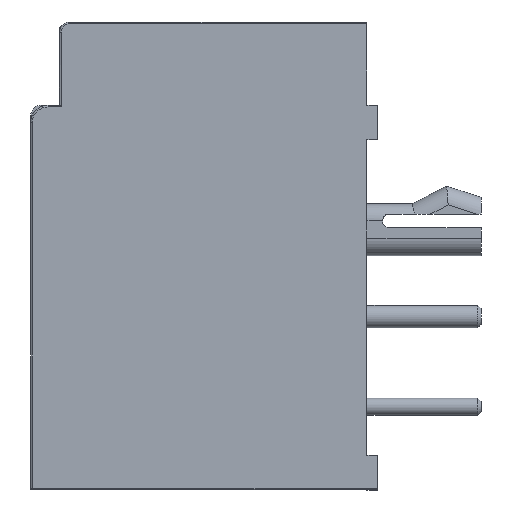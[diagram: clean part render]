
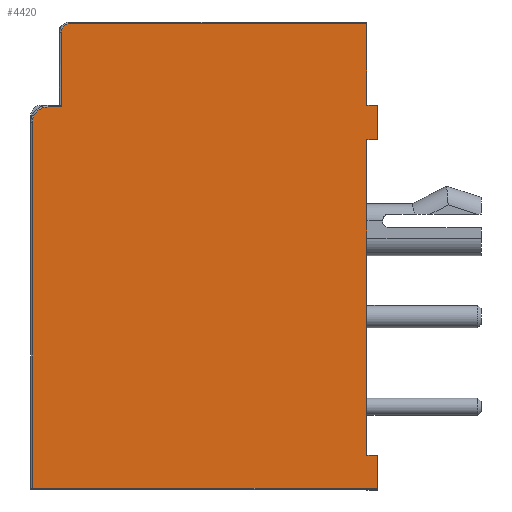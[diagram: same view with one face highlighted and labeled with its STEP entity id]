
A CAD part, left-side view. The second image highlights one B-rep face of the part: STEP entity #4420.
In plain terms, the highlighted planar face has unit normal (-1, 0, 0).
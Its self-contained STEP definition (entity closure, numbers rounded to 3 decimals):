
#105=PLANE('',#4760);
#369=FACE_OUTER_BOUND('',#615,.T.);
#615=EDGE_LOOP('',(#3156,#3157,#3158,#3159,#3160,#3161,#3162,#3163,#3164,
#3165,#3166,#3167,#3168,#3169));
#907=LINE('',#6597,#1366);
#910=LINE('',#6605,#1369);
#911=LINE('',#6611,#1370);
#923=LINE('',#6665,#1382);
#925=LINE('',#6674,#1384);
#926=LINE('',#6677,#1385);
#927=LINE('',#6679,#1386);
#928=LINE('',#6681,#1387);
#929=LINE('',#6683,#1388);
#930=LINE('',#6685,#1389);
#931=LINE('',#6687,#1390);
#932=LINE('',#6688,#1391);
#1366=VECTOR('',#5321,10.);
#1369=VECTOR('',#5328,10.);
#1370=VECTOR('',#5335,10.);
#1382=VECTOR('',#5403,10.);
#1384=VECTOR('',#5415,10.);
#1385=VECTOR('',#5418,10.);
#1386=VECTOR('',#5419,10.);
#1387=VECTOR('',#5420,10.);
#1388=VECTOR('',#5421,10.);
#1389=VECTOR('',#5422,10.);
#1390=VECTOR('',#5423,10.);
#1391=VECTOR('',#5424,10.);
#1791=CIRCLE('',#4753,0.25);
#1793=CIRCLE('',#4757,0.45);
#1958=VERTEX_POINT('',#6590);
#1960=VERTEX_POINT('',#6595);
#1962=VERTEX_POINT('',#6602);
#1963=VERTEX_POINT('',#6604);
#1964=VERTEX_POINT('',#6608);
#1965=VERTEX_POINT('',#6610);
#1979=VERTEX_POINT('',#6661);
#1981=VERTEX_POINT('',#6668);
#1982=VERTEX_POINT('',#6676);
#1983=VERTEX_POINT('',#6678);
#1984=VERTEX_POINT('',#6680);
#1985=VERTEX_POINT('',#6682);
#1986=VERTEX_POINT('',#6684);
#1987=VERTEX_POINT('',#6686);
#2390=EDGE_CURVE('',#1960,#1958,#907,.T.);
#2394=EDGE_CURVE('',#1962,#1963,#910,.T.);
#2397=EDGE_CURVE('',#1964,#1965,#911,.T.);
#2424=EDGE_CURVE('',#1979,#1964,#1791,.T.);
#2425=EDGE_CURVE('',#1963,#1979,#923,.T.);
#2427=EDGE_CURVE('',#1981,#1962,#1793,.T.);
#2430=EDGE_CURVE('',#1958,#1981,#925,.T.);
#2431=EDGE_CURVE('',#1982,#1960,#926,.T.);
#2432=EDGE_CURVE('',#1982,#1983,#927,.T.);
#2433=EDGE_CURVE('',#1983,#1984,#928,.T.);
#2434=EDGE_CURVE('',#1984,#1985,#929,.T.);
#2435=EDGE_CURVE('',#1986,#1985,#930,.T.);
#2436=EDGE_CURVE('',#1986,#1987,#931,.T.);
#2437=EDGE_CURVE('',#1987,#1965,#932,.T.);
#3156=ORIENTED_EDGE('',*,*,#2397,.F.);
#3157=ORIENTED_EDGE('',*,*,#2424,.F.);
#3158=ORIENTED_EDGE('',*,*,#2425,.F.);
#3159=ORIENTED_EDGE('',*,*,#2394,.F.);
#3160=ORIENTED_EDGE('',*,*,#2427,.F.);
#3161=ORIENTED_EDGE('',*,*,#2430,.F.);
#3162=ORIENTED_EDGE('',*,*,#2390,.F.);
#3163=ORIENTED_EDGE('',*,*,#2431,.F.);
#3164=ORIENTED_EDGE('',*,*,#2432,.T.);
#3165=ORIENTED_EDGE('',*,*,#2433,.T.);
#3166=ORIENTED_EDGE('',*,*,#2434,.T.);
#3167=ORIENTED_EDGE('',*,*,#2435,.F.);
#3168=ORIENTED_EDGE('',*,*,#2436,.T.);
#3169=ORIENTED_EDGE('',*,*,#2437,.T.);
#4420=ADVANCED_FACE('',(#369),#105,.T.);
#4753=AXIS2_PLACEMENT_3D('',#6663,#5399,#5400);
#4757=AXIS2_PLACEMENT_3D('',#6670,#5408,#5409);
#4760=AXIS2_PLACEMENT_3D('',#6675,#5416,#5417);
#5321=DIRECTION('',(0.,1.,0.));
#5328=DIRECTION('',(0.,-1.,0.));
#5335=DIRECTION('',(0.,-1.,0.));
#5399=DIRECTION('center_axis',(1.,0.,0.));
#5400=DIRECTION('ref_axis',(0.,0.707,0.707));
#5403=DIRECTION('',(0.,0.,1.));
#5408=DIRECTION('center_axis',(1.,0.,0.));
#5409=DIRECTION('ref_axis',(0.,0.707,0.707));
#5415=DIRECTION('',(0.,0.,1.));
#5416=DIRECTION('center_axis',(-1.,0.,0.));
#5417=DIRECTION('ref_axis',(0.,0.,1.));
#5418=DIRECTION('',(0.,0.,-1.));
#5419=DIRECTION('',(0.,1.,0.));
#5420=DIRECTION('',(0.,0.,1.));
#5421=DIRECTION('',(0.,-1.,0.));
#5422=DIRECTION('',(0.,0.,-1.));
#5423=DIRECTION('',(0.,1.,0.));
#5424=DIRECTION('',(0.,0.,1.));
#6590=CARTESIAN_POINT('',(-4.85,4.95,-6.7));
#6595=CARTESIAN_POINT('',(-4.85,-5.,-6.7));
#6597=CARTESIAN_POINT('',(-4.85,0.,-6.7));
#6602=CARTESIAN_POINT('',(-4.85,4.5,4.3));
#6604=CARTESIAN_POINT('',(-4.85,4.12,4.3));
#6605=CARTESIAN_POINT('',(-4.85,2.5,4.3));
#6608=CARTESIAN_POINT('',(-4.85,3.87,6.7));
#6610=CARTESIAN_POINT('',(-4.85,-4.7,6.7));
#6611=CARTESIAN_POINT('',(-4.85,0.,6.7));
#6661=CARTESIAN_POINT('',(-4.85,4.12,6.45));
#6663=CARTESIAN_POINT('Origin',(-4.85,3.87,6.45));
#6665=CARTESIAN_POINT('',(-4.85,4.12,-0.6));
#6668=CARTESIAN_POINT('',(-4.85,4.95,3.85));
#6670=CARTESIAN_POINT('Origin',(-4.85,4.5,3.85));
#6674=CARTESIAN_POINT('',(-4.85,4.95,-3.375));
#6675=CARTESIAN_POINT('Origin',(-4.85,0.,-6.75));
#6676=CARTESIAN_POINT('',(-4.85,-5.,-5.75));
#6677=CARTESIAN_POINT('',(-4.85,-5.,-6.75));
#6678=CARTESIAN_POINT('',(-4.85,-4.7,-5.75));
#6679=CARTESIAN_POINT('',(-4.85,-2.5,-5.75));
#6680=CARTESIAN_POINT('',(-4.85,-4.7,3.35));
#6681=CARTESIAN_POINT('',(-4.85,-4.7,-3.375));
#6682=CARTESIAN_POINT('',(-4.85,-5.,3.35));
#6683=CARTESIAN_POINT('',(-4.85,-2.5,3.35));
#6684=CARTESIAN_POINT('',(-4.85,-5.,4.35));
#6685=CARTESIAN_POINT('',(-4.85,-5.,-6.75));
#6686=CARTESIAN_POINT('',(-4.85,-4.7,4.35));
#6687=CARTESIAN_POINT('',(-4.85,-2.5,4.35));
#6688=CARTESIAN_POINT('',(-4.85,-4.7,-3.375));
